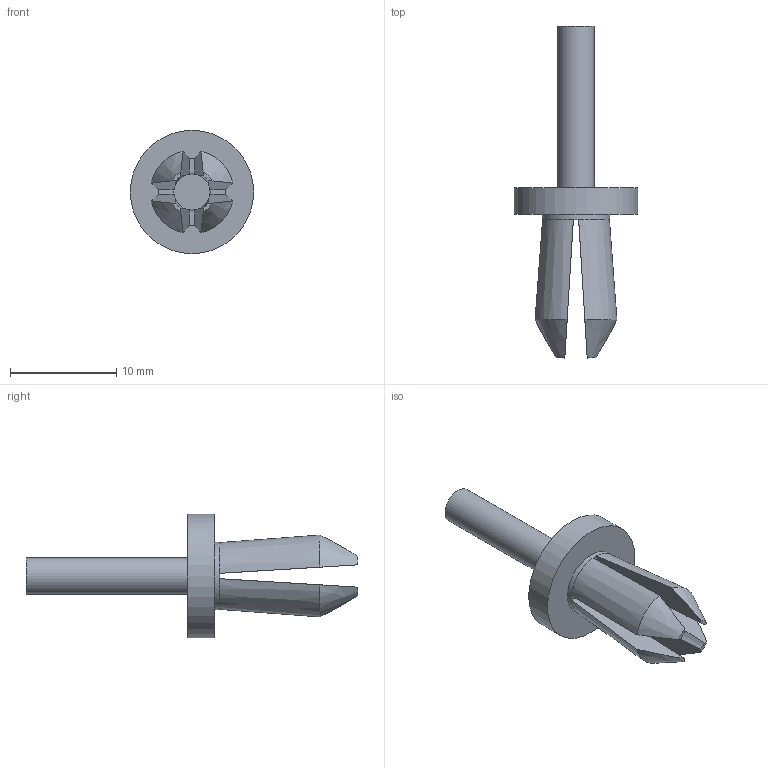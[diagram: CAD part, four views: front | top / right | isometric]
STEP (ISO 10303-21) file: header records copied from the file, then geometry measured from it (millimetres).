
FILE_DESCRIPTION (( 'STEP AP214' ), '1' );
FILE_NAME ('6178525.stp', '2022-09-15T11:47:06', ( '' ), ( '' ), 'SwSTEP 2.0', 'SolidWorks 2020', '' );
FILE_SCHEMA (( 'AUTOMOTIVE_DESIGN' ));
Length unit declared in the file: millimetre
Products named in the file (1): 6178525
Bounding box: 11.6 x 31.2 x 11.6 mm (x, y, z)
Volume: 636.4 mm3; surface area: 952.5 mm2
Topology: 1 solids, 1 shells, 36 faces, 89 edges, 57 vertices
Faces by surface type: plane 20, cone 12, cylinder 4
Full cylindrical faces by diameter (mm): 3.4 x2, 6.3 x1, 11.6 x1
Entity records: 1090 total; most frequent: CARTESIAN_POINT 285, ORIENTED_EDGE 164, DIRECTION 158, EDGE_CURVE 82, AXIS2_PLACEMENT_3D 71, VERTEX_POINT 54, EDGE_LOOP 42, FACE_OUTER_BOUND 40
